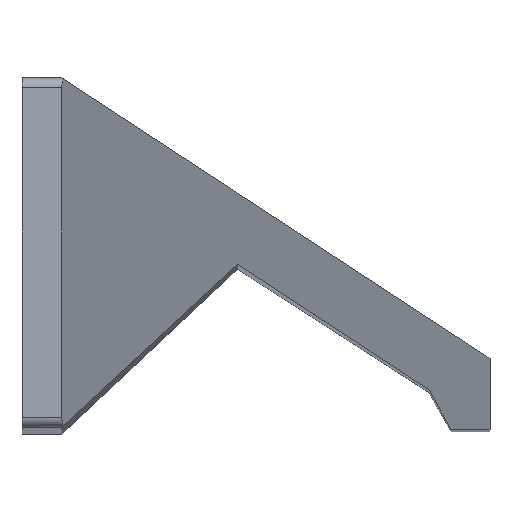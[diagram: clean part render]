
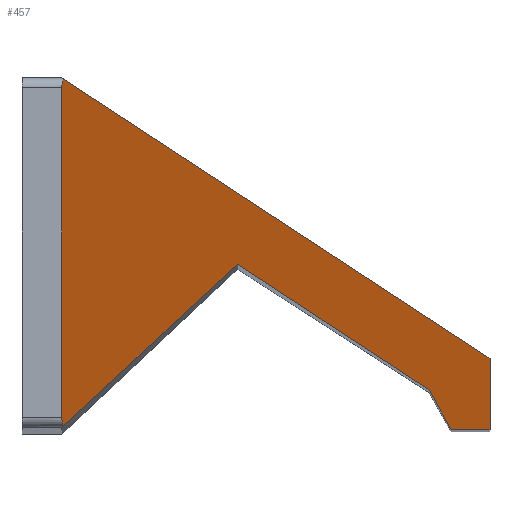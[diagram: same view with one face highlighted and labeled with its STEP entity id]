
A CAD part, top view. The second image highlights one B-rep face of the part: STEP entity #457.
In plain terms, the highlighted planar face has unit normal (0.954, 0, 0.3).
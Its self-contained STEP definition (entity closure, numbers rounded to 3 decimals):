
#24=PLANE('',#521);
#35=ELLIPSE('',#514,0.524,0.5);
#37=ELLIPSE('',#517,0.524,0.5);
#60=FACE_OUTER_BOUND('',#89,.T.);
#89=EDGE_LOOP('',(#376,#377,#378,#379,#380,#381,#382,#383,#384));
#132=LINE('',#742,#173);
#138=LINE('',#762,#179);
#141=LINE('',#770,#182);
#142=LINE('',#772,#183);
#143=LINE('',#774,#184);
#144=LINE('',#775,#185);
#145=LINE('',#776,#186);
#173=VECTOR('',#599,10.);
#179=VECTOR('',#621,10.);
#182=VECTOR('',#628,10.);
#183=VECTOR('',#629,10.);
#184=VECTOR('',#630,10.);
#185=VECTOR('',#631,10.);
#186=VECTOR('',#632,10.);
#223=VERTEX_POINT('',#739);
#224=VERTEX_POINT('',#741);
#225=VERTEX_POINT('',#745);
#226=VERTEX_POINT('',#749);
#228=VERTEX_POINT('',#753);
#230=VERTEX_POINT('',#761);
#233=VERTEX_POINT('',#769);
#234=VERTEX_POINT('',#771);
#235=VERTEX_POINT('',#773);
#274=EDGE_CURVE('',#223,#224,#132,.T.);
#276=EDGE_CURVE('',#224,#225,#35,.T.);
#281=EDGE_CURVE('',#228,#226,#37,.T.);
#284=EDGE_CURVE('',#226,#230,#138,.T.);
#288=EDGE_CURVE('',#233,#223,#141,.T.);
#289=EDGE_CURVE('',#234,#233,#142,.T.);
#290=EDGE_CURVE('',#235,#234,#143,.T.);
#291=EDGE_CURVE('',#230,#235,#144,.T.);
#292=EDGE_CURVE('',#225,#228,#145,.T.);
#376=ORIENTED_EDGE('',*,*,#276,.F.);
#377=ORIENTED_EDGE('',*,*,#274,.F.);
#378=ORIENTED_EDGE('',*,*,#288,.F.);
#379=ORIENTED_EDGE('',*,*,#289,.F.);
#380=ORIENTED_EDGE('',*,*,#290,.F.);
#381=ORIENTED_EDGE('',*,*,#291,.F.);
#382=ORIENTED_EDGE('',*,*,#284,.F.);
#383=ORIENTED_EDGE('',*,*,#281,.F.);
#384=ORIENTED_EDGE('',*,*,#292,.F.);
#457=ADVANCED_FACE('',(#60),#24,.T.);
#514=AXIS2_PLACEMENT_3D('',#746,#604,#605);
#517=AXIS2_PLACEMENT_3D('',#755,#613,#614);
#521=AXIS2_PLACEMENT_3D('',#768,#626,#627);
#599=DIRECTION('',(-0.289,-0.269,0.919));
#604=DIRECTION('center_axis',(-0.954,0.,
-0.3));
#605=DIRECTION('ref_axis',(0.3,0.,-0.954));
#613=DIRECTION('center_axis',(-0.954,0.,
-0.3));
#614=DIRECTION('ref_axis',(0.3,0.,-0.954));
#621=DIRECTION('',(0.294,-0.191,-0.936));
#626=DIRECTION('center_axis',(0.954,0.,0.3));
#627=DIRECTION('ref_axis',(0.3,0.,-0.954));
#628=DIRECTION('',(-0.294,0.191,0.936));
#629=DIRECTION('',(-0.264,0.474,0.84));
#630=DIRECTION('',(-0.3,0.,0.954));
#631=DIRECTION('',(0.,-1.,0.));
#632=DIRECTION('',(0.,1.,0.));
#739=CARTESIAN_POINT('',(10.828,8.233,171.905));
#741=CARTESIAN_POINT('',(2.078,0.073,199.757));
#742=CARTESIAN_POINT('',(10.828,8.233,171.905));
#745=CARTESIAN_POINT('',(2.002,0.502,200.));
#746=CARTESIAN_POINT('Origin',(2.159,0.502,199.5));
#749=CARTESIAN_POINT('',(2.087,17.486,199.729));
#753=CARTESIAN_POINT('',(2.002,17.041,200.));
#755=CARTESIAN_POINT('Origin',(2.159,17.041,199.5));
#761=CARTESIAN_POINT('',(23.502,3.579,131.562));
#762=CARTESIAN_POINT('',(2.087,17.486,199.729));
#768=CARTESIAN_POINT('Origin',(12.752,0.002,165.781));
#769=CARTESIAN_POINT('',(20.435,1.994,141.324));
#770=CARTESIAN_POINT('',(20.435,1.994,141.324));
#771=CARTESIAN_POINT('',(21.545,0.002,137.79));
#772=CARTESIAN_POINT('',(21.545,0.002,137.79));
#773=CARTESIAN_POINT('',(23.502,0.002,131.562));
#774=CARTESIAN_POINT('',(23.502,0.002,131.562));
#775=CARTESIAN_POINT('',(23.502,3.579,131.562));
#776=CARTESIAN_POINT('',(2.002,0.502,200.));
